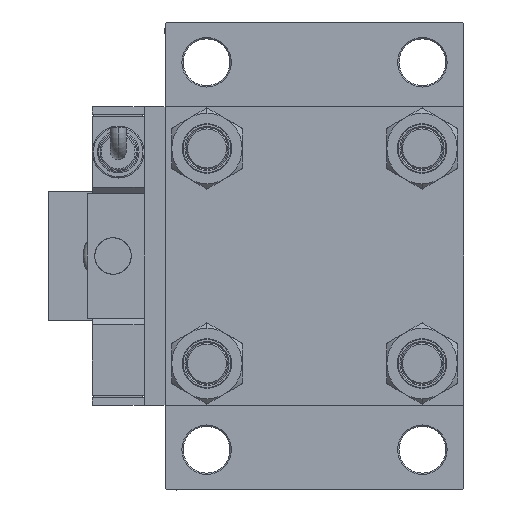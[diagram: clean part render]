
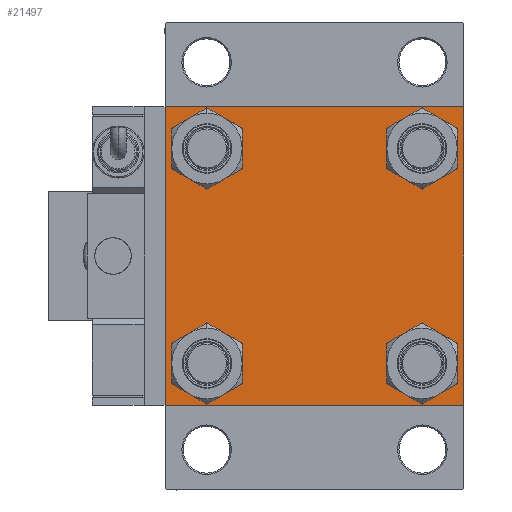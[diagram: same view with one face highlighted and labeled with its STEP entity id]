
A CAD part, left-side view. The second image highlights one B-rep face of the part: STEP entity #21497.
In plain terms, the highlighted planar face has unit normal (-1, 0, 0).
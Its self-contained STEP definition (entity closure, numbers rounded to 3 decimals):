
#38 = VERTEX_POINT ( 'NONE', #25861 ) ;
#446 = CIRCLE ( 'NONE', #30883, 8.5 ) ;
#521 = CARTESIAN_POINT ( 'NONE',  ( 0., 41.35, -41.35 ) ) ;
#546 = DIRECTION ( 'NONE',  ( 0., 0.707, 0.707 ) ) ;
#703 = DIRECTION ( 'NONE',  ( 0., 0., -1. ) ) ;
#1276 = VERTEX_POINT ( 'NONE', #48860 ) ;
#1810 = VERTEX_POINT ( 'NONE', #14984 ) ;
#1871 = CARTESIAN_POINT ( 'NONE',  ( 0., 57.25, -57.25 ) ) ;
#1893 = VERTEX_POINT ( 'NONE', #20428 ) ;
#2244 = DIRECTION ( 'NONE',  ( 1., 0., 0. ) ) ;
#2828 = ORIENTED_EDGE ( 'NONE', *, *, #9861, .T. ) ;
#2842 = CARTESIAN_POINT ( 'NONE',  ( 0., 57.5, -57. ) ) ;
#3327 = ORIENTED_EDGE ( 'NONE', *, *, #19973, .T. ) ;
#4742 = DIRECTION ( 'NONE',  ( 1., 0., 0. ) ) ;
#4819 = EDGE_CURVE ( 'NONE', #1893, #35750, #44339, .T. ) ;
#4908 = CARTESIAN_POINT ( 'NONE',  ( 0., -57., 57.5 ) ) ;
#5720 = CARTESIAN_POINT ( 'NONE',  ( 0., -57.5, -57. ) ) ;
#6122 = ORIENTED_EDGE ( 'NONE', *, *, #19460, .T. ) ;
#6268 = LINE ( 'NONE', #39740, #31765 ) ;
#7469 = AXIS2_PLACEMENT_3D ( 'NONE', #48724, #53088, #10620 ) ;
#7536 = DIRECTION ( 'NONE',  ( 0., 0., 1. ) ) ;
#7886 = FACE_BOUND ( 'NONE', #44257, .T. ) ;
#8187 = LINE ( 'NONE', #35979, #24764 ) ;
#9518 = VERTEX_POINT ( 'NONE', #2842 ) ;
#9861 = EDGE_CURVE ( 'NONE', #19663, #35217, #27168, .T. ) ;
#10620 = DIRECTION ( 'NONE',  ( 0., 0., 1. ) ) ;
#10763 = DIRECTION ( 'NONE',  ( 0., 0., 1. ) ) ;
#11919 = VECTOR ( 'NONE', #21360, 1000. ) ;
#11974 = FACE_BOUND ( 'NONE', #41221, .T. ) ;
#12045 = DIRECTION ( 'NONE',  ( 0., 0.707, -0.707 ) ) ;
#12309 = CARTESIAN_POINT ( 'NONE',  ( 0., -41.35, -49.85 ) ) ;
#12785 = DIRECTION ( 'NONE',  ( 1., 0., 0. ) ) ;
#13945 = DIRECTION ( 'NONE',  ( 0., -1., 0. ) ) ;
#14766 = CARTESIAN_POINT ( 'NONE',  ( 0., -41.35, -41.35 ) ) ;
#14861 = CARTESIAN_POINT ( 'NONE',  ( 0., -41.35, -41.35 ) ) ;
#14979 = DIRECTION ( 'NONE',  ( 0., -1., 0. ) ) ;
#14984 = CARTESIAN_POINT ( 'NONE',  ( 0., -41.35, 32.85 ) ) ;
#16742 = EDGE_CURVE ( 'NONE', #53514, #47527, #50790, .T. ) ;
#16968 = CARTESIAN_POINT ( 'NONE',  ( 0., 57.5, 57.5 ) ) ;
#17053 = AXIS2_PLACEMENT_3D ( 'NONE', #32929, #28859, #25047 ) ;
#17267 = DIRECTION ( 'NONE',  ( 0., 0., 1. ) ) ;
#18702 = EDGE_LOOP ( 'NONE', ( #37761, #49712, #3327, #38725, #40805, #53117, #38443, #20901 ) ) ;
#19022 = EDGE_CURVE ( 'NONE', #1810, #32890, #40399, .T. ) ;
#19094 = LINE ( 'NONE', #23445, #33296 ) ;
#19460 = EDGE_CURVE ( 'NONE', #47814, #1276, #446, .T. ) ;
#19663 = VERTEX_POINT ( 'NONE', #12309 ) ;
#19692 = LINE ( 'NONE', #40632, #43189 ) ;
#19754 = CARTESIAN_POINT ( 'NONE',  ( 0., 41.35, 41.35 ) ) ;
#19973 = EDGE_CURVE ( 'NONE', #23869, #47554, #6268, .T. ) ;
#20428 = CARTESIAN_POINT ( 'NONE',  ( 0., 41.35, 49.85 ) ) ;
#20901 = ORIENTED_EDGE ( 'NONE', *, *, #49571, .T. ) ;
#21279 = DIRECTION ( 'NONE',  ( 0., 0., 1. ) ) ;
#21358 = CARTESIAN_POINT ( 'NONE',  ( 0., -41.35, -32.85 ) ) ;
#21360 = DIRECTION ( 'NONE',  ( 0., -0.707, 0.707 ) ) ;
#21483 = AXIS2_PLACEMENT_3D ( 'NONE', #14861, #23851, #10763 ) ;
#21497 = ADVANCED_FACE ( 'NONE', ( #28589, #11974, #45183, #7886, #37007 ), #53631, .T. ) ;
#21680 = CARTESIAN_POINT ( 'NONE',  ( 0., -57.5, 57.5 ) ) ;
#21812 = CARTESIAN_POINT ( 'NONE',  ( 0., -57., -57.5 ) ) ;
#21894 = LINE ( 'NONE', #30579, #11919 ) ;
#22079 = VECTOR ( 'NONE', #703, 1000. ) ;
#23355 = DIRECTION ( 'NONE',  ( 1., 0., 0. ) ) ;
#23445 = CARTESIAN_POINT ( 'NONE',  ( 0., 57.5, 57.5 ) ) ;
#23589 = CARTESIAN_POINT ( 'NONE',  ( 0., -57.5, 57. ) ) ;
#23851 = DIRECTION ( 'NONE',  ( 1., 0., 0. ) ) ;
#23869 = VERTEX_POINT ( 'NONE', #29908 ) ;
#24252 = DIRECTION ( 'NONE',  ( 0., 0., 1. ) ) ;
#24442 = EDGE_CURVE ( 'NONE', #35750, #1893, #24875, .T. ) ;
#24497 = CARTESIAN_POINT ( 'NONE',  ( 0., 41.35, -49.85 ) ) ;
#24764 = VECTOR ( 'NONE', #546, 1000. ) ;
#24875 = CIRCLE ( 'NONE', #7469, 8.5 ) ;
#25047 = DIRECTION ( 'NONE',  ( 0., 0., 1. ) ) ;
#25144 = VERTEX_POINT ( 'NONE', #45591 ) ;
#25373 = DIRECTION ( 'NONE',  ( 1., 0., 0. ) ) ;
#25673 = LINE ( 'NONE', #16968, #33630 ) ;
#25861 = CARTESIAN_POINT ( 'NONE',  ( 0., 57., 57.5 ) ) ;
#25912 = EDGE_CURVE ( 'NONE', #35217, #19663, #51897, .T. ) ;
#26984 = CARTESIAN_POINT ( 'NONE',  ( 0., 41.35, 32.85 ) ) ;
#27168 = CIRCLE ( 'NONE', #39324, 8.5 ) ;
#27939 = ORIENTED_EDGE ( 'NONE', *, *, #25912, .T. ) ;
#28143 = AXIS2_PLACEMENT_3D ( 'NONE', #42554, #4742, #17267 ) ;
#28589 = FACE_BOUND ( 'NONE', #45081, .T. ) ;
#28859 = DIRECTION ( 'NONE',  ( -1., 0., 0. ) ) ;
#29005 = CARTESIAN_POINT ( 'NONE',  ( 0., -41.35, 49.85 ) ) ;
#29827 = ORIENTED_EDGE ( 'NONE', *, *, #39036, .T. ) ;
#29908 = CARTESIAN_POINT ( 'NONE',  ( 0., 57., -57.5 ) ) ;
#30340 = ORIENTED_EDGE ( 'NONE', *, *, #30695, .T. ) ;
#30579 = CARTESIAN_POINT ( 'NONE',  ( 0., -57.25, -57.25 ) ) ;
#30695 = EDGE_CURVE ( 'NONE', #1276, #47814, #41598, .T. ) ;
#30883 = AXIS2_PLACEMENT_3D ( 'NONE', #44838, #23355, #7536 ) ;
#31765 = VECTOR ( 'NONE', #14979, 1000. ) ;
#32890 = VERTEX_POINT ( 'NONE', #29005 ) ;
#32929 = CARTESIAN_POINT ( 'NONE',  ( 0., 0., 0. ) ) ;
#33296 = VECTOR ( 'NONE', #40037, 1000. ) ;
#33630 = VECTOR ( 'NONE', #13945, 1000. ) ;
#33763 = ORIENTED_EDGE ( 'NONE', *, *, #24442, .T. ) ;
#34537 = LINE ( 'NONE', #1871, #41996 ) ;
#35191 = DIRECTION ( 'NONE',  ( 0., 0., 1. ) ) ;
#35217 = VERTEX_POINT ( 'NONE', #21358 ) ;
#35750 = VERTEX_POINT ( 'NONE', #26984 ) ;
#35979 = CARTESIAN_POINT ( 'NONE',  ( 0., -57.25, 57.25 ) ) ;
#36529 = AXIS2_PLACEMENT_3D ( 'NONE', #19754, #48598, #52957 ) ;
#37007 = FACE_OUTER_BOUND ( 'NONE', #18702, .T. ) ;
#37080 = EDGE_CURVE ( 'NONE', #9518, #23869, #34537, .T. ) ;
#37114 = ORIENTED_EDGE ( 'NONE', *, *, #4819, .T. ) ;
#37761 = ORIENTED_EDGE ( 'NONE', *, *, #40578, .T. ) ;
#37793 = AXIS2_PLACEMENT_3D ( 'NONE', #45511, #25373, #21279 ) ;
#38443 = ORIENTED_EDGE ( 'NONE', *, *, #52258, .F. ) ;
#38725 = ORIENTED_EDGE ( 'NONE', *, *, #49397, .T. ) ;
#39036 = EDGE_CURVE ( 'NONE', #32890, #1810, #51599, .T. ) ;
#39324 = AXIS2_PLACEMENT_3D ( 'NONE', #14766, #2244, #35191 ) ;
#39740 = CARTESIAN_POINT ( 'NONE',  ( 0., 57.5, -57.5 ) ) ;
#39842 = ORIENTED_EDGE ( 'NONE', *, *, #19022, .T. ) ;
#40037 = DIRECTION ( 'NONE',  ( 0., 0., -1. ) ) ;
#40399 = CIRCLE ( 'NONE', #37793, 8.5 ) ;
#40578 = EDGE_CURVE ( 'NONE', #25144, #9518, #19094, .T. ) ;
#40632 = CARTESIAN_POINT ( 'NONE',  ( 0., 57.25, 57.25 ) ) ;
#40805 = ORIENTED_EDGE ( 'NONE', *, *, #16742, .F. ) ;
#41221 = EDGE_LOOP ( 'NONE', ( #27939, #2828 ) ) ;
#41598 = CIRCLE ( 'NONE', #48560, 8.5 ) ;
#41996 = VECTOR ( 'NONE', #51151, 1000. ) ;
#42554 = CARTESIAN_POINT ( 'NONE',  ( 0., -41.35, 41.35 ) ) ;
#43189 = VECTOR ( 'NONE', #12045, 1000. ) ;
#44257 = EDGE_LOOP ( 'NONE', ( #37114, #33763 ) ) ;
#44339 = CIRCLE ( 'NONE', #36529, 8.5 ) ;
#44642 = EDGE_CURVE ( 'NONE', #53514, #52657, #8187, .T. ) ;
#44838 = CARTESIAN_POINT ( 'NONE',  ( 0., 41.35, -41.35 ) ) ;
#45081 = EDGE_LOOP ( 'NONE', ( #29827, #39842 ) ) ;
#45183 = FACE_BOUND ( 'NONE', #47325, .T. ) ;
#45511 = CARTESIAN_POINT ( 'NONE',  ( 0., -41.35, 41.35 ) ) ;
#45591 = CARTESIAN_POINT ( 'NONE',  ( 0., 57.5, 57. ) ) ;
#47325 = EDGE_LOOP ( 'NONE', ( #30340, #6122 ) ) ;
#47527 = VERTEX_POINT ( 'NONE', #5720 ) ;
#47554 = VERTEX_POINT ( 'NONE', #21812 ) ;
#47814 = VERTEX_POINT ( 'NONE', #24497 ) ;
#48560 = AXIS2_PLACEMENT_3D ( 'NONE', #521, #12785, #24252 ) ;
#48598 = DIRECTION ( 'NONE',  ( 1., 0., 0. ) ) ;
#48724 = CARTESIAN_POINT ( 'NONE',  ( 0., 41.35, 41.35 ) ) ;
#48860 = CARTESIAN_POINT ( 'NONE',  ( 0., 41.35, -32.85 ) ) ;
#49397 = EDGE_CURVE ( 'NONE', #47554, #47527, #21894, .T. ) ;
#49571 = EDGE_CURVE ( 'NONE', #38, #25144, #19692, .T. ) ;
#49712 = ORIENTED_EDGE ( 'NONE', *, *, #37080, .T. ) ;
#50790 = LINE ( 'NONE', #21680, #22079 ) ;
#51151 = DIRECTION ( 'NONE',  ( 0., -0.707, -0.707 ) ) ;
#51599 = CIRCLE ( 'NONE', #28143, 8.5 ) ;
#51897 = CIRCLE ( 'NONE', #21483, 8.5 ) ;
#52258 = EDGE_CURVE ( 'NONE', #38, #52657, #25673, .T. ) ;
#52657 = VERTEX_POINT ( 'NONE', #4908 ) ;
#52957 = DIRECTION ( 'NONE',  ( 0., 0., 1. ) ) ;
#53088 = DIRECTION ( 'NONE',  ( 1., 0., 0. ) ) ;
#53117 = ORIENTED_EDGE ( 'NONE', *, *, #44642, .T. ) ;
#53514 = VERTEX_POINT ( 'NONE', #23589 ) ;
#53631 = PLANE ( 'NONE',  #17053 ) ;
